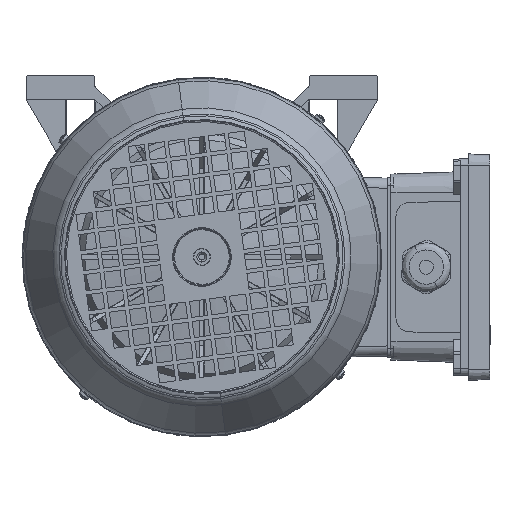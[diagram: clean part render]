
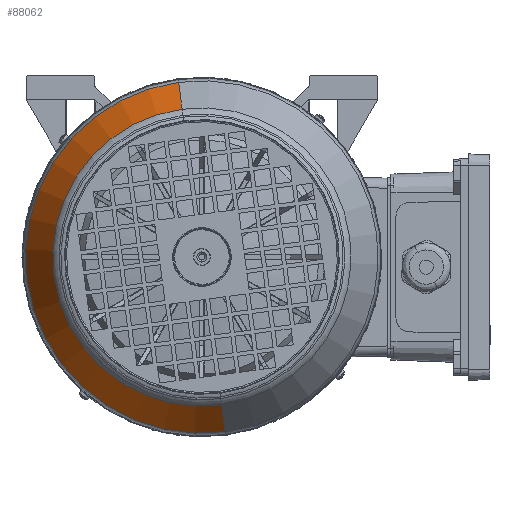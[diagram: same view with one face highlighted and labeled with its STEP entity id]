
A CAD part, left-side view. The second image highlights one B-rep face of the part: STEP entity #88062.
In plain terms, the highlighted conical face has half-angle 29.846 degrees and reference radius 71 mm.
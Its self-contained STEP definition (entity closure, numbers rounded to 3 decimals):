
#3426 = FACE_OUTER_BOUND ( 'NONE', #113165, .T. ) ;
#3708 = DIRECTION ( 'NONE',  ( 0., 0., -1. ) ) ;
#7265 = DIRECTION ( 'NONE',  ( 0., 0., -1. ) ) ;
#14724 = VERTEX_POINT ( 'NONE', #116372 ) ;
#20985 = VECTOR ( 'NONE', #68205, 1000. ) ;
#29621 = CARTESIAN_POINT ( 'NONE',  ( 71.158, 0., 73.778 ) ) ;
#31761 = DIRECTION ( 'NONE',  ( -0.867, 0., 0.498 ) ) ;
#33615 = LINE ( 'NONE', #118673, #42324 ) ;
#39812 = CONICAL_SURFACE ( 'NONE', #119814, 71., 0.521 ) ;
#41461 = ORIENTED_EDGE ( 'NONE', *, *, #112311, .T. ) ;
#42324 = VECTOR ( 'NONE', #31761, 1000. ) ;
#49132 = CARTESIAN_POINT ( 'NONE',  ( 76., 0., 0. ) ) ;
#50384 = DIRECTION ( 'NONE',  ( -1., 0., 0. ) ) ;
#51269 = DIRECTION ( 'NONE',  ( 1., 0., 0. ) ) ;
#56127 = DIRECTION ( 'NONE',  ( -1., 0., 0. ) ) ;
#56724 = CARTESIAN_POINT ( 'NONE',  ( 71.158, 0., 0. ) ) ;
#58564 = AXIS2_PLACEMENT_3D ( 'NONE', #79474, #51269, #3708 ) ;
#62433 = CIRCLE ( 'NONE', #68420, 73.778 ) ;
#66751 = VERTEX_POINT ( 'NONE', #102208 ) ;
#68205 = DIRECTION ( 'NONE',  ( -0.867, 0., -0.498 ) ) ;
#68420 = AXIS2_PLACEMENT_3D ( 'NONE', #56724, #56127, #7265 ) ;
#68581 = CIRCLE ( 'NONE', #58564, 87.174 ) ;
#69849 = DIRECTION ( 'NONE',  ( 0., 0., 1. ) ) ;
#79474 = CARTESIAN_POINT ( 'NONE',  ( 47.812, 0., 0. ) ) ;
#84722 = ORIENTED_EDGE ( 'NONE', *, *, #117756, .T. ) ;
#86333 = LINE ( 'NONE', #96962, #20985 ) ;
#86437 = CARTESIAN_POINT ( 'NONE',  ( 47.812, 0., -87.174 ) ) ;
#88062 = ADVANCED_FACE ( 'NONE', ( #3426 ), #39812, .T. ) ;
#90708 = ORIENTED_EDGE ( 'NONE', *, *, #113630, .F. ) ;
#96962 = CARTESIAN_POINT ( 'NONE',  ( 76., 0., -71. ) ) ;
#102208 = CARTESIAN_POINT ( 'NONE',  ( 47.812, 0., 87.174 ) ) ;
#104450 = VERTEX_POINT ( 'NONE', #29621 ) ;
#108094 = ORIENTED_EDGE ( 'NONE', *, *, #115397, .T. ) ;
#112311 = EDGE_CURVE ( 'NONE', #104450, #14724, #62433, .T. ) ;
#113165 = EDGE_LOOP ( 'NONE', ( #41461, #84722, #108094, #90708 ) ) ;
#113630 = EDGE_CURVE ( 'NONE', #104450, #66751, #33615, .T. ) ;
#115397 = EDGE_CURVE ( 'NONE', #116548, #66751, #68581, .T. ) ;
#116372 = CARTESIAN_POINT ( 'NONE',  ( 71.158, 0., -73.778 ) ) ;
#116548 = VERTEX_POINT ( 'NONE', #86437 ) ;
#117756 = EDGE_CURVE ( 'NONE', #14724, #116548, #86333, .T. ) ;
#118673 = CARTESIAN_POINT ( 'NONE',  ( 76., 0., 71. ) ) ;
#119814 = AXIS2_PLACEMENT_3D ( 'NONE', #49132, #50384, #69849 ) ;
